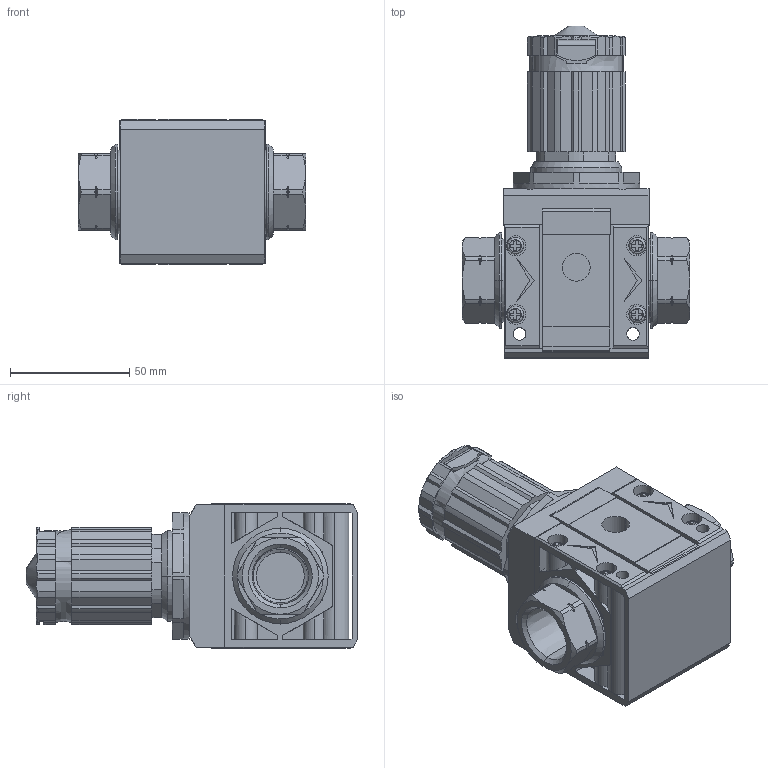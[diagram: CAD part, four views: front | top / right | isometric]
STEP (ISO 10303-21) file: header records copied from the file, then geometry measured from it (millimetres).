
FILE_DESCRIPTION (( 'STEP AP203' ), '1' );
FILE_NAME ('5U25R145.step', '2023-05-17T14:29:54', ( '' ), ( '' ), 'SwSTEP 2.0', 'SolidWorks 2021', '' );
FILE_SCHEMA (( 'CONFIG_CONTROL_DESIGN' ));
Length unit declared in the file: inch
Products named in the file (1): 5U25R145
Bounding box: 95.25 x 139 x 61 mm (x, y, z)
Volume: 212420.2 mm3; surface area: 89380.2 mm2
Topology: 12 solids, 13 shells, 1198 faces, 3263 edges, 2153 vertices
Faces by surface type: plane 621, cylinder 377, cone 107, bspline 93
Entity records: 42529 total; most frequent: CARTESIAN_POINT 12387, ORIENTED_EDGE 6526, DIRECTION 6084, EDGE_CURVE 3263, AXIS2_PLACEMENT_3D 2157, VERTEX_POINT 2153, LINE 1770, VECTOR 1770
